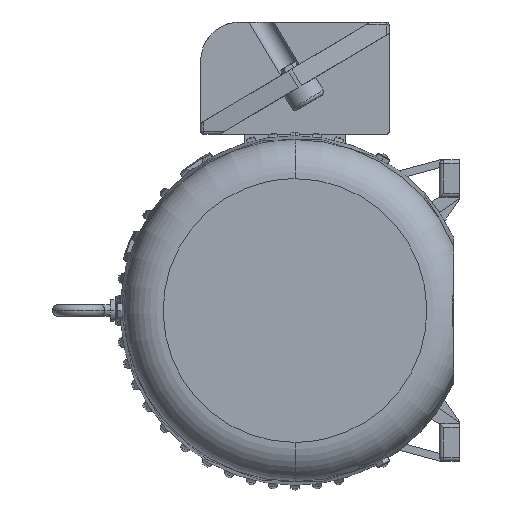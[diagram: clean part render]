
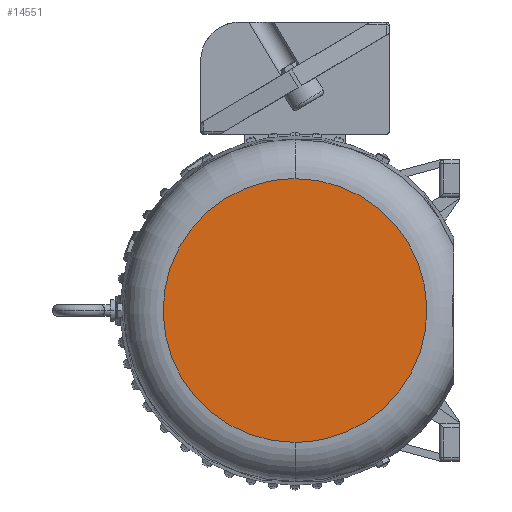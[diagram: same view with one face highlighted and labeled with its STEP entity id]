
A CAD part, left-side view. The second image highlights one B-rep face of the part: STEP entity #14551.
In plain terms, the highlighted planar face has unit normal (-1, 0, 0).
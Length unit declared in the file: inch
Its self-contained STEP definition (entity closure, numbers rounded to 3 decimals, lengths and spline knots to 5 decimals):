
#1947 = CARTESIAN_POINT ( 'NONE',  ( -23.03, -2.56768, 3.34691 ) ) ;
#5079 = CARTESIAN_POINT ( 'NONE',  ( -23.03, -2.10953, -3.65303 ) ) ;
#6109 = CARTESIAN_POINT ( 'NONE',  ( -23.03, -1.35633, -3.99439 ) ) ;
#9000 = CARTESIAN_POINT ( 'NONE',  ( -23.03, 0.2755, 4.20938 ) ) ;
#10860 = FACE_OUTER_BOUND ( 'NONE', #41690, .T. ) ;
#11956 = VERTEX_POINT ( 'NONE', #167788 ) ;
#12110 = CARTESIAN_POINT ( 'NONE',  ( -23.03, 3.34691, 2.56768 ) ) ;
#13153 = CARTESIAN_POINT ( 'NONE',  ( -23.03, 0., -4.20938 ) ) ;
#14551 = ADVANCED_FACE ( 'NONE', ( #10860 ), #173394, .T. ) ;
#15714 = CARTESIAN_POINT ( 'NONE',  ( -23.03, -3.78353, 1.86539 ) ) ;
#17791 = CARTESIAN_POINT ( 'NONE',  ( -23.03, -0.2755, 4.20938 ) ) ;
#18832 = CARTESIAN_POINT ( 'NONE',  ( -23.03, -2.78167, -3.17129 ) ) ;
#20908 = CARTESIAN_POINT ( 'NONE',  ( -23.03, -4.07475, -1.09142 ) ) ;
#21950 = CARTESIAN_POINT ( 'NONE',  ( -23.03, -4.18225, -0.551 ) ) ;
#24859 = CARTESIAN_POINT ( 'NONE',  ( -23.03, 4.07475, -1.09142 ) ) ;
#25922 = CARTESIAN_POINT ( 'NONE',  ( -23.03, 1.35633, -3.99439 ) ) ;
#27815 = CARTESIAN_POINT ( 'NONE',  ( -23.03, 5.05361, 5.05126 ) ) ;
#28014 = CARTESIAN_POINT ( 'NONE',  ( -23.03, 2.56768, 3.34691 ) ) ;
#30517 = CARTESIAN_POINT ( 'NONE',  ( -23.03, -4.18225, 0.551 ) ) ;
#30569 = EDGE_CURVE ( 'NONE', #35961, #11956, #67159, .T. ) ;
#34651 = CARTESIAN_POINT ( 'NONE',  ( -23.03, 0., -4.20938 ) ) ;
#35720 = CARTESIAN_POINT ( 'NONE',  ( -23.03, -2.56768, -3.34691 ) ) ;
#35961 = VERTEX_POINT ( 'NONE', #164819 ) ;
#40670 = CARTESIAN_POINT ( 'NONE',  ( -23.03, 3.99439, -1.35633 ) ) ;
#41690 = EDGE_LOOP ( 'NONE', ( #174690, #132682 ) ) ;
#43788 = CARTESIAN_POINT ( 'NONE',  ( -23.03, 2.10953, 3.65303 ) ) ;
#44828 = CARTESIAN_POINT ( 'NONE',  ( -23.03, 2.78167, 3.17129 ) ) ;
#46356 = CARTESIAN_POINT ( 'NONE',  ( -23.03, -3.34691, 2.56768 ) ) ;
#46746 = DIRECTION ( 'NONE',  ( -1., 0., 0. ) ) ;
#48440 = CARTESIAN_POINT ( 'NONE',  ( -23.03, -1.86539, 3.78353 ) ) ;
#58619 = CARTESIAN_POINT ( 'NONE',  ( -23.03, 4.07475, 1.09142 ) ) ;
#60705 = CARTESIAN_POINT ( 'NONE',  ( -23.03, 3.17129, -2.78167 ) ) ;
#66340 = CARTESIAN_POINT ( 'NONE',  ( -23.03, -1.86539, -3.78353 ) ) ;
#67159 = B_SPLINE_CURVE_WITH_KNOTS ( 'NONE', 3,
 ( #13153, #203131, #93421, #139782, #25922, #73389, #137704, #120844, #124002, #60705, #169425, #121897, #157738, #40670, #24859, #77525, #91328, #172560, #140854, #58619, #188333, #170480, #89275, #12110, #106071, #44828, #28014, #43788, #122945, #155662, #153595, #186258, #9000, #92368 ),
 .UNSPECIFIED., .F., .F.,
 ( 4, 2, 2, 2, 2, 2, 2, 2, 2, 2, 2, 2, 2, 2, 2, 2, 4 ),
 ( 0., 0.0625, 0.125, 0.1875, 0.25, 0.3125, 0.375, 0.4375, 0.5, 0.5625, 0.625, 0.6875, 0.75, 0.8125, 0.875, 0.9375, 1. ),
 .UNSPECIFIED. ) ;
#68166 = B_SPLINE_CURVE_WITH_KNOTS ( 'NONE', 3,
 ( #128590, #17791, #143386, #95934, #82168, #48440, #112736, #1947, #94905, #190854, #46356, #159193, #15714, #110655, #175096, #30517, #116910, #83205, #21950, #20908, #99081, #133805, #182319, #148583, #86367, #18832, #35720, #5079, #66340, #6109, #101120, #130697, #165466, #34651 ),
 .UNSPECIFIED., .F., .F.,
 ( 4, 2, 2, 2, 2, 2, 2, 2, 2, 2, 2, 2, 2, 2, 2, 2, 4 ),
 ( 0., 0.0625, 0.125, 0.1875, 0.25, 0.3125, 0.375, 0.4375, 0.5, 0.5625, 0.625, 0.6875, 0.75, 0.8125, 0.875, 0.9375, 1. ),
 .UNSPECIFIED. ) ;
#73389 = CARTESIAN_POINT ( 'NONE',  ( -23.03, 1.86539, -3.78353 ) ) ;
#77525 = CARTESIAN_POINT ( 'NONE',  ( -23.03, 4.18225, -0.551 ) ) ;
#82168 = CARTESIAN_POINT ( 'NONE',  ( -23.03, -1.35633, 3.99439 ) ) ;
#83205 = CARTESIAN_POINT ( 'NONE',  ( -23.03, -4.20938, -0.2755 ) ) ;
#86367 = CARTESIAN_POINT ( 'NONE',  ( -23.03, -3.17129, -2.78167 ) ) ;
#89275 = CARTESIAN_POINT ( 'NONE',  ( -23.03, 3.65303, 2.10953 ) ) ;
#91328 = CARTESIAN_POINT ( 'NONE',  ( -23.03, 4.20938, -0.2755 ) ) ;
#92368 = CARTESIAN_POINT ( 'NONE',  ( -23.03, 0., 4.20938 ) ) ;
#93421 = CARTESIAN_POINT ( 'NONE',  ( -23.03, 0.551, -4.18225 ) ) ;
#94905 = CARTESIAN_POINT ( 'NONE',  ( -23.03, -2.78167, 3.17129 ) ) ;
#95934 = CARTESIAN_POINT ( 'NONE',  ( -23.03, -1.09142, 4.07475 ) ) ;
#99081 = CARTESIAN_POINT ( 'NONE',  ( -23.03, -3.99439, -1.35633 ) ) ;
#101120 = CARTESIAN_POINT ( 'NONE',  ( -23.03, -1.09142, -4.07475 ) ) ;
#106071 = CARTESIAN_POINT ( 'NONE',  ( -23.03, 3.17129, 2.78167 ) ) ;
#110655 = CARTESIAN_POINT ( 'NONE',  ( -23.03, -3.99439, 1.35633 ) ) ;
#112736 = CARTESIAN_POINT ( 'NONE',  ( -23.03, -2.10953, 3.65303 ) ) ;
#116910 = CARTESIAN_POINT ( 'NONE',  ( -23.03, -4.20938, 0.2755 ) ) ;
#120844 = CARTESIAN_POINT ( 'NONE',  ( -23.03, 2.56768, -3.34691 ) ) ;
#121897 = CARTESIAN_POINT ( 'NONE',  ( -23.03, 3.65303, -2.10953 ) ) ;
#122945 = CARTESIAN_POINT ( 'NONE',  ( -23.03, 1.86539, 3.78353 ) ) ;
#124002 = CARTESIAN_POINT ( 'NONE',  ( -23.03, 2.78167, -3.17129 ) ) ;
#128590 = CARTESIAN_POINT ( 'NONE',  ( -23.03, 0., 4.20938 ) ) ;
#130697 = CARTESIAN_POINT ( 'NONE',  ( -23.03, -0.551, -4.18225 ) ) ;
#132682 = ORIENTED_EDGE ( 'NONE', *, *, #199084, .F. ) ;
#133805 = CARTESIAN_POINT ( 'NONE',  ( -23.03, -3.78353, -1.86539 ) ) ;
#137704 = CARTESIAN_POINT ( 'NONE',  ( -23.03, 2.10953, -3.65303 ) ) ;
#139782 = CARTESIAN_POINT ( 'NONE',  ( -23.03, 1.09142, -4.07475 ) ) ;
#140854 = CARTESIAN_POINT ( 'NONE',  ( -23.03, 4.18225, 0.551 ) ) ;
#142731 = DIRECTION ( 'NONE',  ( 0., 0., 1. ) ) ;
#143386 = CARTESIAN_POINT ( 'NONE',  ( -23.03, -0.551, 4.18225 ) ) ;
#146354 = AXIS2_PLACEMENT_3D ( 'NONE', #27815, #46746, #142731 ) ;
#148583 = CARTESIAN_POINT ( 'NONE',  ( -23.03, -3.34691, -2.56768 ) ) ;
#153595 = CARTESIAN_POINT ( 'NONE',  ( -23.03, 1.09142, 4.07475 ) ) ;
#155662 = CARTESIAN_POINT ( 'NONE',  ( -23.03, 1.35633, 3.99439 ) ) ;
#157738 = CARTESIAN_POINT ( 'NONE',  ( -23.03, 3.78353, -1.86539 ) ) ;
#159193 = CARTESIAN_POINT ( 'NONE',  ( -23.03, -3.65303, 2.10953 ) ) ;
#164819 = CARTESIAN_POINT ( 'NONE',  ( -23.03, 0., -4.20938 ) ) ;
#165466 = CARTESIAN_POINT ( 'NONE',  ( -23.03, -0.2755, -4.20938 ) ) ;
#167788 = CARTESIAN_POINT ( 'NONE',  ( -23.03, 0., 4.20938 ) ) ;
#169425 = CARTESIAN_POINT ( 'NONE',  ( -23.03, 3.34691, -2.56768 ) ) ;
#170480 = CARTESIAN_POINT ( 'NONE',  ( -23.03, 3.78353, 1.86539 ) ) ;
#172560 = CARTESIAN_POINT ( 'NONE',  ( -23.03, 4.20938, 0.2755 ) ) ;
#173394 = PLANE ( 'NONE',  #146354 ) ;
#174690 = ORIENTED_EDGE ( 'NONE', *, *, #30569, .F. ) ;
#175096 = CARTESIAN_POINT ( 'NONE',  ( -23.03, -4.07475, 1.09142 ) ) ;
#182319 = CARTESIAN_POINT ( 'NONE',  ( -23.03, -3.65303, -2.10953 ) ) ;
#186258 = CARTESIAN_POINT ( 'NONE',  ( -23.03, 0.551, 4.18225 ) ) ;
#188333 = CARTESIAN_POINT ( 'NONE',  ( -23.03, 3.99439, 1.35633 ) ) ;
#190854 = CARTESIAN_POINT ( 'NONE',  ( -23.03, -3.17129, 2.78167 ) ) ;
#199084 = EDGE_CURVE ( 'NONE', #11956, #35961, #68166, .T. ) ;
#203131 = CARTESIAN_POINT ( 'NONE',  ( -23.03, 0.2755, -4.20938 ) ) ;
